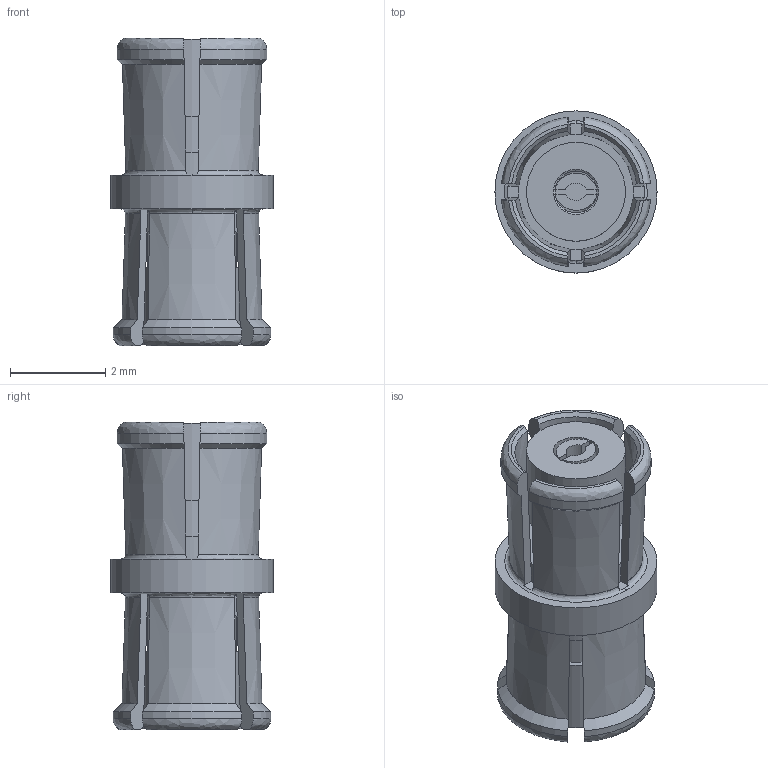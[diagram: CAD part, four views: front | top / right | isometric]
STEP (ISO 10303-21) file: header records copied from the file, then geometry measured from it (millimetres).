
FILE_DESCRIPTION (( 'STEP AP203' ), '1' );
FILE_NAME ('R222.705.000 B.STEP', '2012-04-02T05:30:43', ( 'Radiall' ), ( 'Radiall' ), 'SwSTEP 2.0', 'SolidWorks 2011', '' );
FILE_SCHEMA (( 'CONFIG_CONTROL_DESIGN' ));
Length unit declared in the file: millimetre
Products named in the file (1): R222.705.000 B
Bounding box: 3.4 x 3.4 x 6.45 mm (x, y, z)
Volume: 33.4 mm3; surface area: 176.6 mm2
Topology: 1 solids, 1 shells, 142 faces, 384 edges, 256 vertices
Faces by surface type: plane 54, cone 38, bspline 31, cylinder 19
Full cylindrical faces by diameter (mm): 0.95 x2, 1.85 x2, 2.075 x2, 3.4 x1
Entity records: 5187 total; most frequent: CARTESIAN_POINT 2036, ORIENTED_EDGE 742, DIRECTION 509, EDGE_CURVE 371, VERTEX_POINT 252, AXIS2_PLACEMENT_3D 213, EDGE_LOOP 163, FACE_OUTER_BOUND 149
